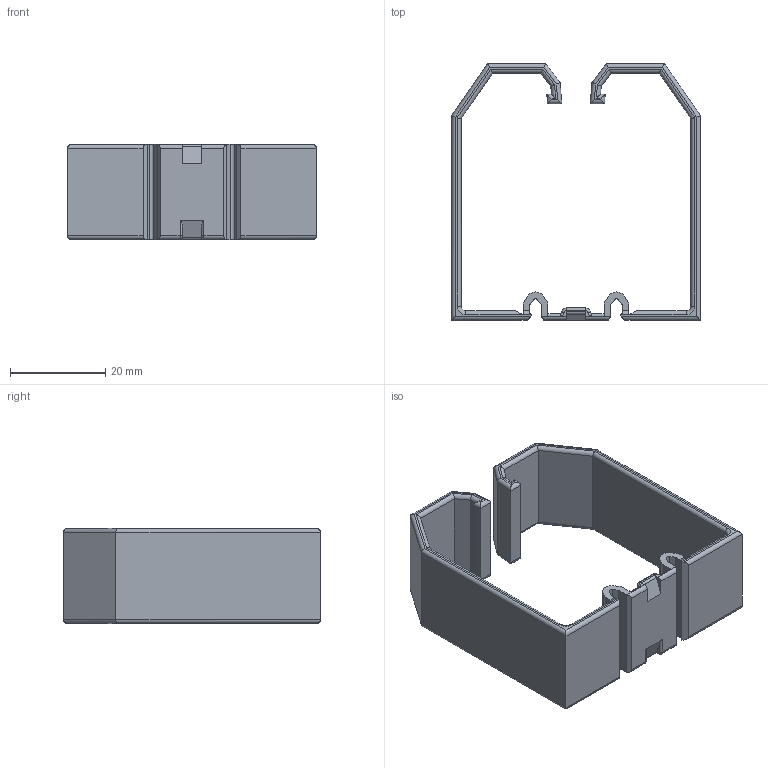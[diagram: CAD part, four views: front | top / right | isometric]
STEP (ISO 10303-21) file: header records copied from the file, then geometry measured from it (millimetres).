
FILE_DESCRIPTION (( 'STEP AP214' ), '1' );
FILE_NAME ('0.1.0.0.553365.STEP', '2024-09-24T07:54:17', ( '' ), ( '' ), 'SwSTEP 2.0', 'SolidWorks 2023', '' );
FILE_SCHEMA (( 'AUTOMOTIVE_DESIGN' ));
Length unit declared in the file: millimetre
Products named in the file (1): 0.1.0.0.553365
Bounding box: 52.35 x 54 x 20 mm (x, y, z)
Volume: 8005.4 mm3; surface area: 9197.9 mm2
Topology: 1 solids, 1 shells, 197 faces, 509 edges, 314 vertices
Faces by surface type: cylinder 99, plane 80, torus 10, bspline 8
Entity records: 6188 total; most frequent: CARTESIAN_POINT 1639, ORIENTED_EDGE 1018, DIRECTION 875, EDGE_CURVE 509, VECTOR 315, LINE 315, VERTEX_POINT 314, AXIS2_PLACEMENT_3D 280
